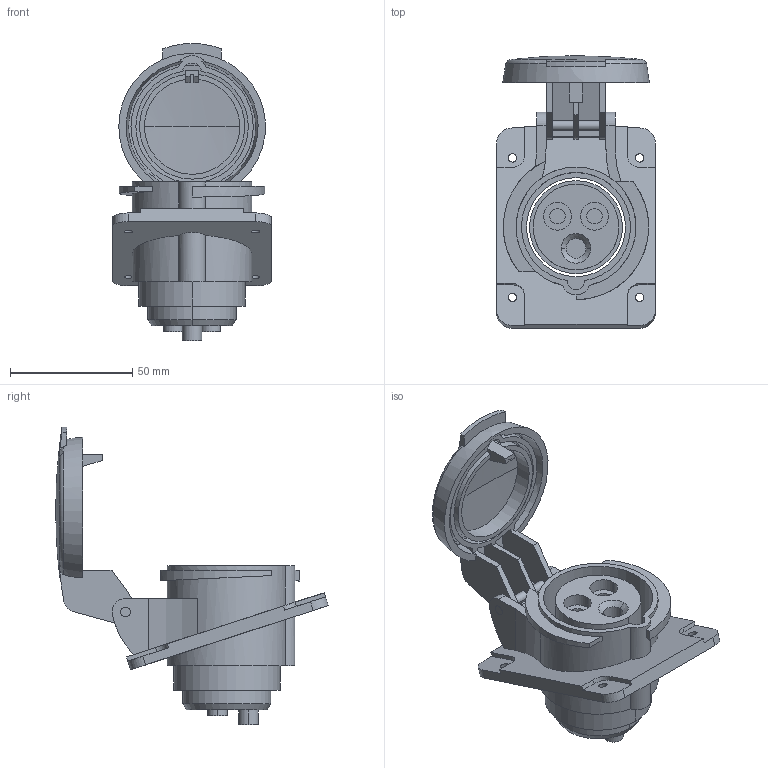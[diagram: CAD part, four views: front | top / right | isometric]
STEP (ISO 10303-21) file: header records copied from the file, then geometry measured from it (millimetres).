
FILE_DESCRIPTION((''),'2;1');
FILE_NAME('PKF16F423_3D-SIMPLIFIED_ASM','2023-02-14T12:16:05',('melanie.cordero'),(''),'CREO PARAMETRIC BY PTC INC, 2018260','CREO PARAMETRIC BY PTC INC, 2018260','');
FILE_SCHEMA(('CONFIG_CONTROL_DESIGN'));
Products named in the file (5): PRT0001_001; PRT0001_002; PRT0001_003; PRT0001_004; PKF16F423_3D-SIMPLIFIED_ASM
Assembly tree (4 placements, depth 2):
  PKF16F423_3D-SIMPLIFIED_ASM
    PRT0001_001
    PRT0001_002
    PRT0001_003
    PRT0001_004
Bounding box: 65 x 111.42 x 121.5 mm (x, y, z)
Volume: 115265.7 mm3; surface area: 54477.2 mm2
Topology: 4 solids, 4 shells, 211 faces, 591 edges, 403 vertices
Faces by surface type: cylinder 98, plane 92, sphere 11, cone 4, torus 3, bspline 3
Entity records: 7552 total; most frequent: CARTESIAN_POINT 1800, DIRECTION 1225, ORIENTED_EDGE 1174, EDGE_CURVE 587, AXIS2_PLACEMENT_3D 483, VERTEX_POINT 403, CIRCLE 266, VECTOR 259
